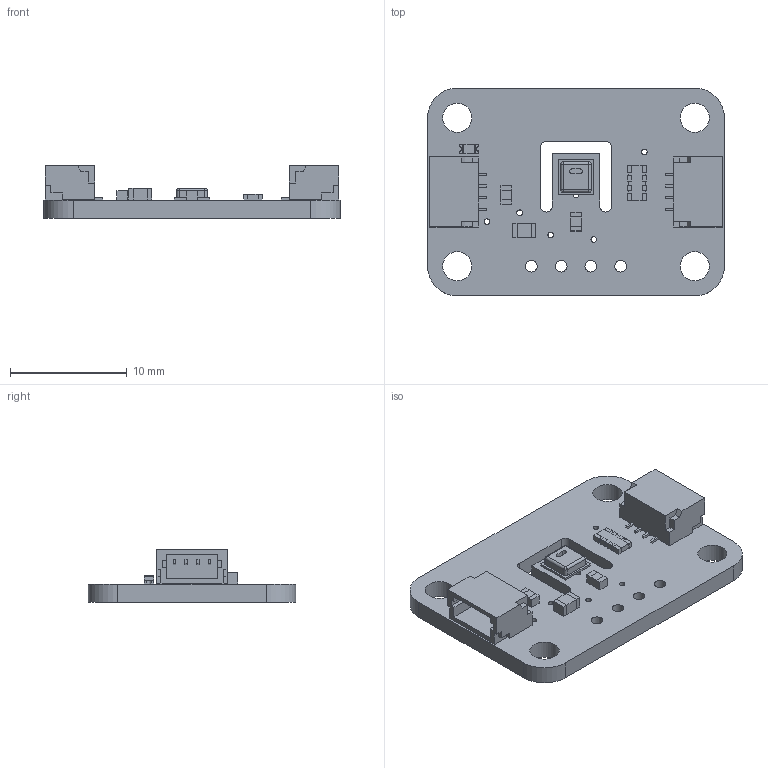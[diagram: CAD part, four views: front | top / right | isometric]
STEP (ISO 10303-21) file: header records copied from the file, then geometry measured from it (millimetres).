
FILE_DESCRIPTION(/* description */ (''),/* implementation_level */ '2;1');
FILE_NAME(/* name */ 'Adafruit AHT20 Temperature & Humidity v2.step',/* time_stamp */ '2021-09-10T10:14:15-04:00',/* author */ (''),/* organization */ (''),/* preprocessor_version */ 'ST-DEVELOPER v18.1',/* originating_system */ 'Autodesk Translation Framework v10.10.0.1391',/* authorisation */ '');
FILE_SCHEMA (('AUTOMOTIVE_DESIGN { 1 0 10303 214 3 1 1 }'));
Length unit declared in the file: millimetre
Products named in the file (9): Adafruit AHT20 Temperature & Humidity; PCB Component; Board; 10uF; 220; 10K; STEMMA_I2C_QT; GREEN; AHT20
Assembly tree (10 placements, depth 3):
  Adafruit AHT20 Temperature & Humidity
    PCB Component
      Board
      10uF
      220  x2
      10K
      STEMMA_I2C_QT  x2
      GREEN
      AHT20
Bounding box: 25.4 x 17.78 x 4.53 mm (x, y, z)
Volume: 739 mm3; surface area: 1510.8 mm2
Topology: 20 solids, 20 shells, 479 faces, 1250 edges, 828 vertices
Faces by surface type: plane 430, cylinder 41, bspline 4, sphere 4
Full cylindrical faces by diameter (mm): 0.483 x11, 1 x4, 2.5 x4
Entity records: 11953 total; most frequent: CARTESIAN_POINT 2075, ORIENTED_EDGE 1940, DIRECTION 1842, EDGE_CURVE 970, LINE 880, VECTOR 880, VERTEX_POINT 642, AXIS2_PLACEMENT_3D 481
